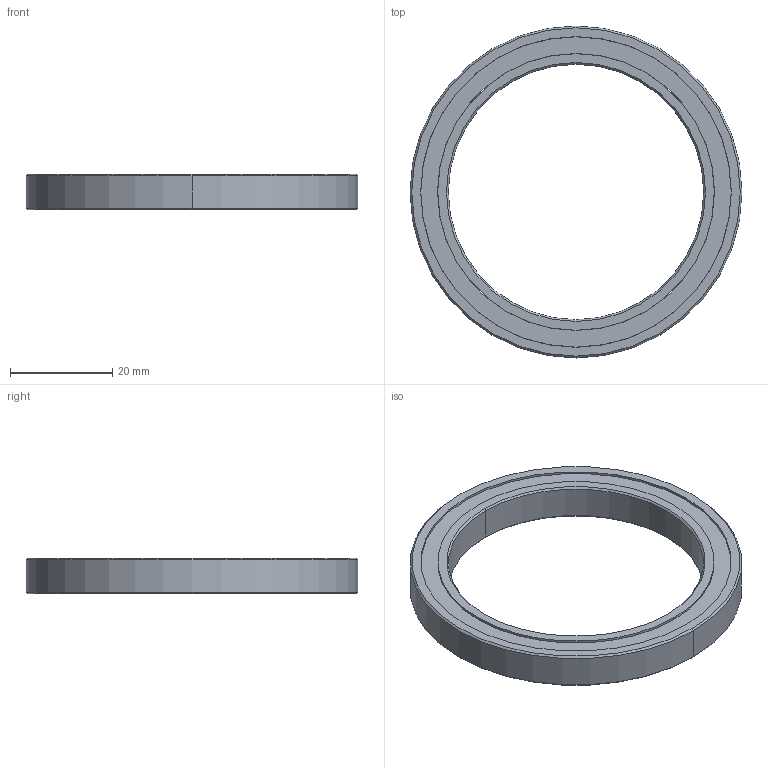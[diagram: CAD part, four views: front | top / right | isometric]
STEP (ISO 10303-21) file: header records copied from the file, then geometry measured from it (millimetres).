
FILE_DESCRIPTION (( 'STEP AP214' ), '1' );
FILE_NAME ('6656K229_Ball Bearing.STEP', '2025-01-21T17:00:53', ( '' ), ( '' ), 'SwSTEP 2.0', 'SolidWorks 2024', '' );
FILE_SCHEMA (( 'AUTOMOTIVE_DESIGN' ));
Length unit declared in the file: millimetre
Products named in the file (1): 6656K229_Ball Bearing
Bounding box: 65 x 65 x 7 mm (x, y, z)
Volume: 6344.5 mm3; surface area: 10677.6 mm2
Topology: 27 solids, 27 shells, 88 faces, 245 edges, 165 vertices
Faces by surface type: sphere 46, cylinder 20, cone 8, plane 8, torus 6
Entity records: 2293 total; most frequent: DIRECTION 410, CARTESIAN_POINT 315, ORIENTED_EDGE 260, AXIS2_PLACEMENT_3D 191, EDGE_CURVE 130, CIRCLE 102, EDGE_LOOP 96, VERTEX_POINT 96
